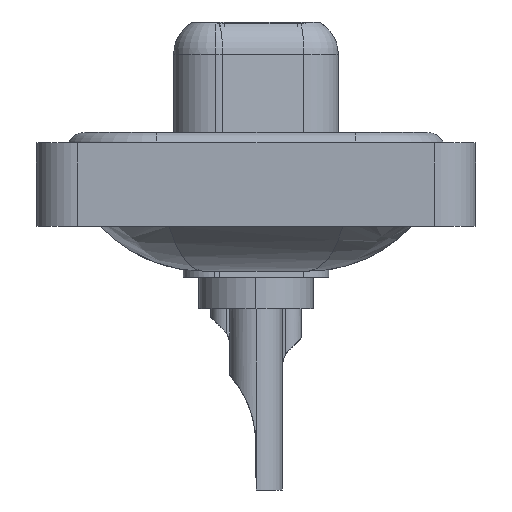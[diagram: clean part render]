
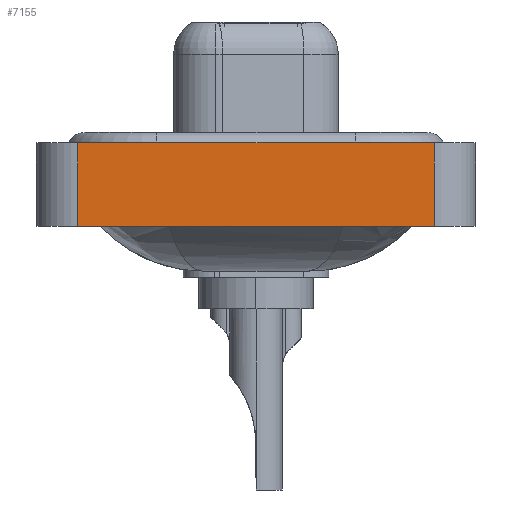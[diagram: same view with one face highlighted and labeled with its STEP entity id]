
A CAD part, left-side view. The second image highlights one B-rep face of the part: STEP entity #7155.
In plain terms, the highlighted planar face has unit normal (-1, 0, 0).
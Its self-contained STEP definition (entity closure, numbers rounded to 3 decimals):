
#1262 = VECTOR ( 'NONE', #14775, 1000. ) ;
#1474 = CARTESIAN_POINT ( 'NONE',  ( -7.35, 8.55, -3.6 ) ) ;
#1677 = VECTOR ( 'NONE', #3302, 1000. ) ;
#1680 = AXIS2_PLACEMENT_3D ( 'NONE', #16258, #14850, #7860 ) ;
#2617 = LINE ( 'NONE', #20627, #3103 ) ;
#3103 = VECTOR ( 'NONE', #4444, 1000. ) ;
#3138 = LINE ( 'NONE', #3235, #1262 ) ;
#3235 = CARTESIAN_POINT ( 'NONE',  ( -7.35, -8.55, -3.6 ) ) ;
#3302 = DIRECTION ( 'NONE',  ( 0., -1., 0. ) ) ;
#3521 = LINE ( 'NONE', #11387, #1677 ) ;
#3663 = ORIENTED_EDGE ( 'NONE', *, *, #14717, .F. ) ;
#3751 = VERTEX_POINT ( 'NONE', #12716 ) ;
#4444 = DIRECTION ( 'NONE',  ( 0., -1., 0. ) ) ;
#4720 = PLANE ( 'NONE',  #1680 ) ;
#4966 = ORIENTED_EDGE ( 'NONE', *, *, #5219, .T. ) ;
#5219 = EDGE_CURVE ( 'NONE', #9821, #12385, #3138, .T. ) ;
#7155 = ADVANCED_FACE ( 'NONE', ( #9681 ), #4720, .T. ) ;
#7860 = DIRECTION ( 'NONE',  ( 0., 0., 1. ) ) ;
#8707 = CARTESIAN_POINT ( 'NONE',  ( -7.35, -8.55, -3.6 ) ) ;
#8982 = CARTESIAN_POINT ( 'NONE',  ( -7.35, -8.55, 0.4 ) ) ;
#9681 = FACE_OUTER_BOUND ( 'NONE', #14634, .T. ) ;
#9821 = VERTEX_POINT ( 'NONE', #8707 ) ;
#11152 = VERTEX_POINT ( 'NONE', #19384 ) ;
#11387 = CARTESIAN_POINT ( 'NONE',  ( -7.35, -8.55, 0.4 ) ) ;
#12385 = VERTEX_POINT ( 'NONE', #8982 ) ;
#12596 = LINE ( 'NONE', #1474, #13983 ) ;
#12716 = CARTESIAN_POINT ( 'NONE',  ( -7.35, 8.55, 0.4 ) ) ;
#13454 = DIRECTION ( 'NONE',  ( 0., 0., 1. ) ) ;
#13983 = VECTOR ( 'NONE', #13454, 1000. ) ;
#14634 = EDGE_LOOP ( 'NONE', ( #4966, #3663, #16589, #20013 ) ) ;
#14717 = EDGE_CURVE ( 'NONE', #3751, #12385, #3521, .T. ) ;
#14775 = DIRECTION ( 'NONE',  ( 0., 0., 1. ) ) ;
#14850 = DIRECTION ( 'NONE',  ( -1., 0., 0. ) ) ;
#16258 = CARTESIAN_POINT ( 'NONE',  ( -7.35, -8.55, -3.6 ) ) ;
#16486 = EDGE_CURVE ( 'NONE', #11152, #3751, #12596, .T. ) ;
#16589 = ORIENTED_EDGE ( 'NONE', *, *, #16486, .F. ) ;
#19384 = CARTESIAN_POINT ( 'NONE',  ( -7.35, 8.55, -3.6 ) ) ;
#20013 = ORIENTED_EDGE ( 'NONE', *, *, #20397, .T. ) ;
#20397 = EDGE_CURVE ( 'NONE', #11152, #9821, #2617, .T. ) ;
#20627 = CARTESIAN_POINT ( 'NONE',  ( -7.35, -8.55, -3.6 ) ) ;
